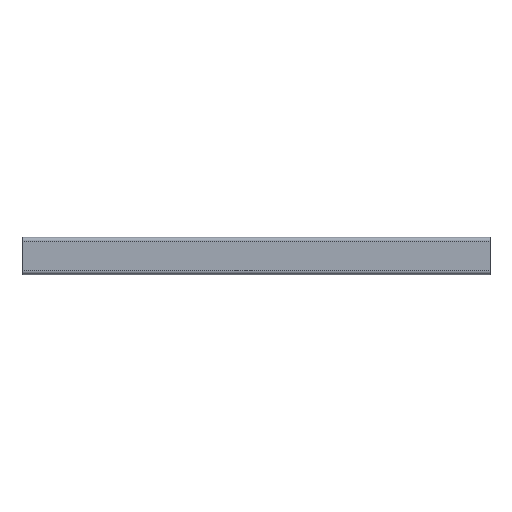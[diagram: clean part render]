
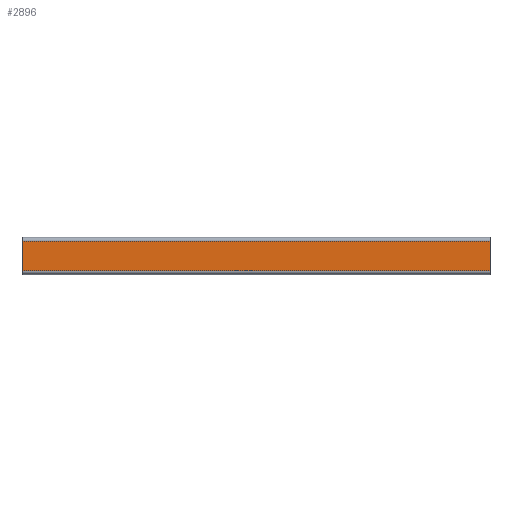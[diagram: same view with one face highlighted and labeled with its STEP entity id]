
A CAD part, front view. The second image highlights one B-rep face of the part: STEP entity #2896.
In plain terms, the highlighted planar face has unit normal (0, -1, 0).
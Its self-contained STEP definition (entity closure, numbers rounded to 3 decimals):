
#66 = EDGE_CURVE ( 'NONE', #2989, #3907, #708, .T. ) ;
#161 = CARTESIAN_POINT ( 'NONE',  ( 1500., -20., 2384. ) ) ;
#200 = LINE ( 'NONE', #502, #3735 ) ;
#264 = CARTESIAN_POINT ( 'NONE',  ( 1500., -20., 2384. ) ) ;
#299 = AXIS2_PLACEMENT_3D ( 'NONE', #3686, #4749, #4439 ) ;
#345 = VECTOR ( 'NONE', #3729, 1000. ) ;
#444 = ORIENTED_EDGE ( 'NONE', *, *, #66, .F. ) ;
#502 = CARTESIAN_POINT ( 'NONE',  ( 2000., -20., 2384. ) ) ;
#538 = DIRECTION ( 'NONE',  ( 0., 0., 1. ) ) ;
#610 = EDGE_CURVE ( 'NONE', #1389, #4483, #2879, .T. ) ;
#708 = LINE ( 'NONE', #2712, #345 ) ;
#968 = DIRECTION ( 'NONE',  ( 1., 0., 0. ) ) ;
#975 = EDGE_CURVE ( 'NONE', #1389, #2989, #3568, .T. ) ;
#1271 = CARTESIAN_POINT ( 'NONE',  ( 1500., -20., 2384. ) ) ;
#1308 = DIRECTION ( 'NONE',  ( 0., 0., 1. ) ) ;
#1389 = VERTEX_POINT ( 'NONE', #1271 ) ;
#1806 = CARTESIAN_POINT ( 'NONE',  ( 2000., -20., 2384. ) ) ;
#1812 = EDGE_CURVE ( 'NONE', #4483, #3907, #200, .T. ) ;
#2243 = EDGE_LOOP ( 'NONE', ( #4456, #444, #4461, #4477 ) ) ;
#2712 = CARTESIAN_POINT ( 'NONE',  ( 1500., -20., 2416. ) ) ;
#2879 = LINE ( 'NONE', #264, #3932 ) ;
#2896 = ADVANCED_FACE ( 'NONE', ( #4770 ), #2919, .F. ) ;
#2919 = PLANE ( 'NONE',  #299 ) ;
#2989 = VERTEX_POINT ( 'NONE', #3708 ) ;
#3121 = CARTESIAN_POINT ( 'NONE',  ( 2000., -20., 2416. ) ) ;
#3568 = LINE ( 'NONE', #161, #4256 ) ;
#3686 = CARTESIAN_POINT ( 'NONE',  ( 1500., -20., 2384. ) ) ;
#3708 = CARTESIAN_POINT ( 'NONE',  ( 1500., -20., 2416. ) ) ;
#3729 = DIRECTION ( 'NONE',  ( 1., 0., 0. ) ) ;
#3735 = VECTOR ( 'NONE', #1308, 1000. ) ;
#3907 = VERTEX_POINT ( 'NONE', #3121 ) ;
#3932 = VECTOR ( 'NONE', #968, 1000. ) ;
#4256 = VECTOR ( 'NONE', #538, 1000. ) ;
#4439 = DIRECTION ( 'NONE',  ( 0., 0., 1. ) ) ;
#4456 = ORIENTED_EDGE ( 'NONE', *, *, #1812, .T. ) ;
#4461 = ORIENTED_EDGE ( 'NONE', *, *, #975, .F. ) ;
#4477 = ORIENTED_EDGE ( 'NONE', *, *, #610, .T. ) ;
#4483 = VERTEX_POINT ( 'NONE', #1806 ) ;
#4749 = DIRECTION ( 'NONE',  ( 0., 1., 0. ) ) ;
#4770 = FACE_OUTER_BOUND ( 'NONE', #2243, .T. ) ;
